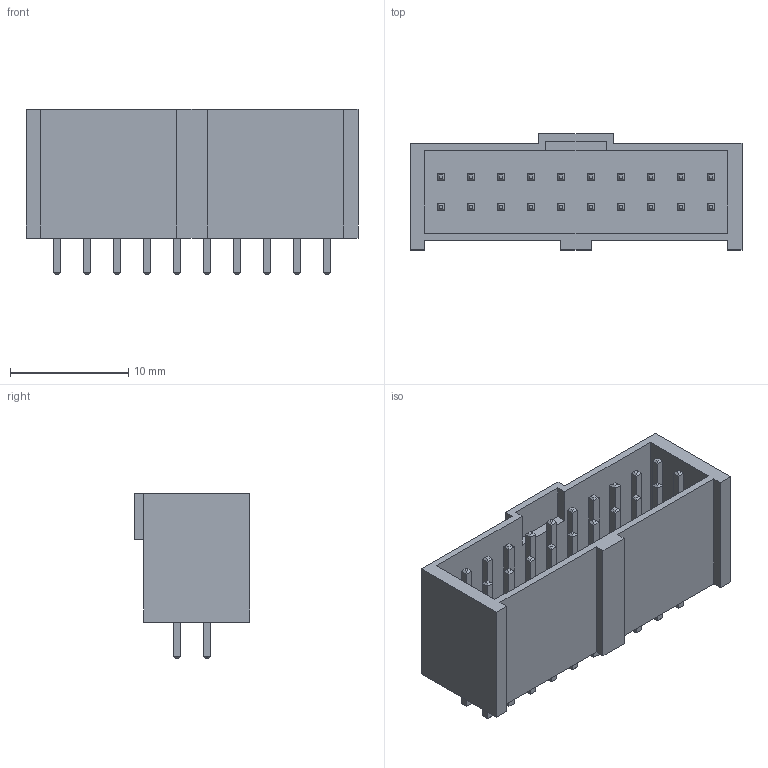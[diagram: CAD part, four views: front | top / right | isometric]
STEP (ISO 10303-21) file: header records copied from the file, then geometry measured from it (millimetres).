
FILE_DESCRIPTION(('STEP AP214'), '1');
FILE_NAME('Âèëêà ÑÍÏ394-20ÂÏ-21-2', '2019-04-19T12:04:57', ('MOTOR'), (''), 'ASCON STEP Converter 1.3', 'ASCON Math Kernel', '');
FILE_SCHEMA(('AUTOMOTIVE_DESIGN { 1 0 10303 214 3 1 1}'));
Length unit declared in the file: millimetre
Bounding box: 28.1 x 9.8 x 14 mm (x, y, z)
Volume: 1059.4 mm3; surface area: 2499 mm2
Topology: 1 solids, 1 shells, 397 faces, 894 edges, 541 vertices
Faces by surface type: plane 396, cylinder 1
Full cylindrical faces by diameter (mm): 0.32 x1
Entity records: 13828 total; most frequent: CARTESIAN_POINT 1832, ORIENTED_EDGE 1786, DIRECTION 1694, EDGE_CURVE 893, LINE 888, VECTOR 888, VERTEX_POINT 541, EDGE_LOOP 440
